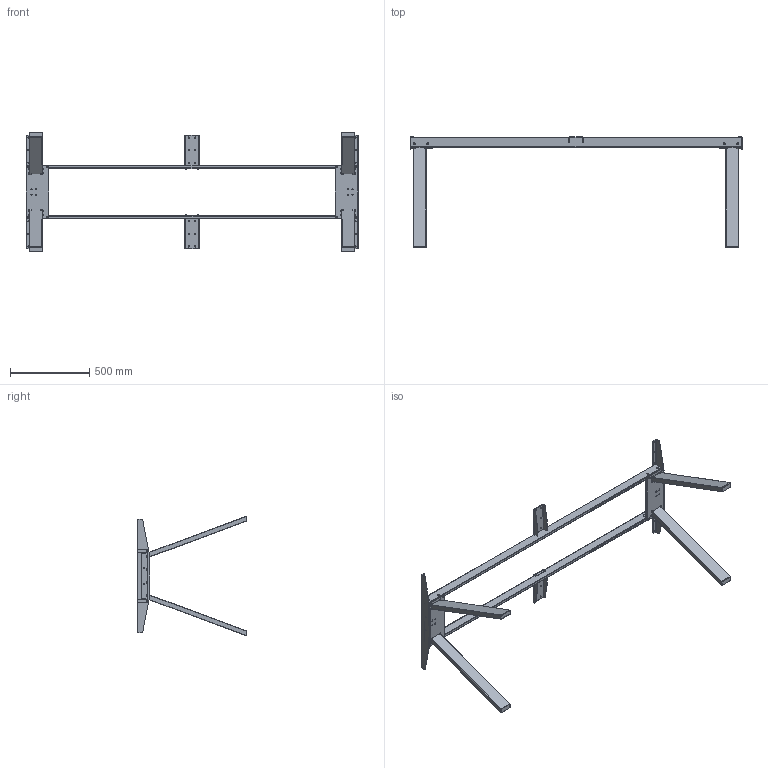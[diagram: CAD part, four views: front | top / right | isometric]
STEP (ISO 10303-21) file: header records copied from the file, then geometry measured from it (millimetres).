
FILE_DESCRIPTION (( 'STEP AP203' ), '1' );
FILE_NAME ('V-2 Aero Flex_först. ram_fast höjd 700mm_50551xK.STEP', '2019-03-04T12:53:04', ( '' ), ( '' ), 'SwSTEP 2.0', 'SolidWorks 2017', '' );
FILE_SCHEMA (( 'CONFIG_CONTROL_DESIGN' ));
Length unit declared in the file: millimetre
Products named in the file (1): V-2 Aero Flex_först. ram_fast höjd 700mm_50551xK
Bounding box: 2100 x 695.1 x 758.44 mm (x, y, z)
Surface area: 2157427.2 mm2 (no closed solid volume)
Topology: 0 solids, 94 shells, 570 faces, 1852 edges, 1348 vertices
Faces by surface type: cylinder 240, plane 238, cone 64, bspline 28
Entity records: 21382 total; most frequent: CARTESIAN_POINT 5355, DIRECTION 3344, ORIENTED_EDGE 2788, EDGE_CURVE 1852, VERTEX_POINT 1348, AXIS2_PLACEMENT_3D 1169, VECTOR 1006, LINE 1006
